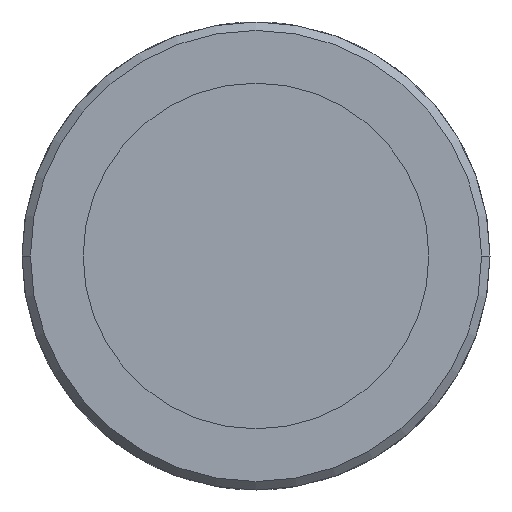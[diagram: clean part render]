
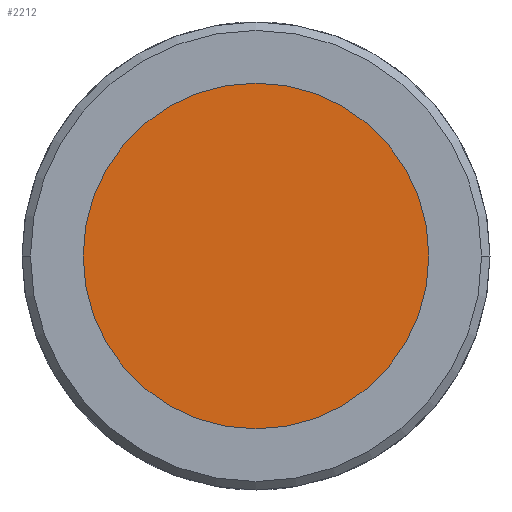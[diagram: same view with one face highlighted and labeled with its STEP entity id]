
A CAD part, front view. The second image highlights one B-rep face of the part: STEP entity #2212.
In plain terms, the highlighted planar face has unit normal (0, -1, 0).
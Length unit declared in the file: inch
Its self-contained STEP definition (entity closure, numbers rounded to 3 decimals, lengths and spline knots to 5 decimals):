
#1241=CARTESIAN_POINT('',(0.,0.74,0.));
#1242=DIRECTION('',(0.,1.,0.));
#1243=DIRECTION('',(-1.,0.,0.));
#1244=AXIS2_PLACEMENT_3D('',#1241,#1242,#1243);
#1249=CARTESIAN_POINT('',(0.,0.74,0.));
#1250=DIRECTION('',(0.,1.,0.));
#1251=DIRECTION('',(1.,0.,0.));
#1252=AXIS2_PLACEMENT_3D('',#1249,#1250,#1251);
#1381=CARTESIAN_POINT('',(-0.41,0.74,0.));
#1382=CARTESIAN_POINT('',(0.41,0.74,0.));
#1383=VERTEX_POINT('',#1381);
#1384=VERTEX_POINT('',#1382);
#2203=CARTESIAN_POINT('',(0.,0.74,0.));
#2204=DIRECTION('',(0.,1.,0.));
#2205=DIRECTION('',(-1.,0.,0.));
#2206=AXIS2_PLACEMENT_3D('',#2203,#2204,#2205);
#2207=PLANE('',#2206);
#2208=ORIENTED_EDGE('',*,*,#2183,.T.);
#2209=ORIENTED_EDGE('',*,*,#2197,.T.);
#2210=EDGE_LOOP('',(#2208,#2209));
#2211=FACE_OUTER_BOUND('',#2210,.F.);
#2212=ADVANCED_FACE('',(#2211),#2207,.F.);
#1245=CIRCLE('',#1244,0.41);
#1253=CIRCLE('',#1252,0.41);
#2183=EDGE_CURVE('',#1383,#1384,#1245,.T.);
#2197=EDGE_CURVE('',#1384,#1383,#1253,.T.);
